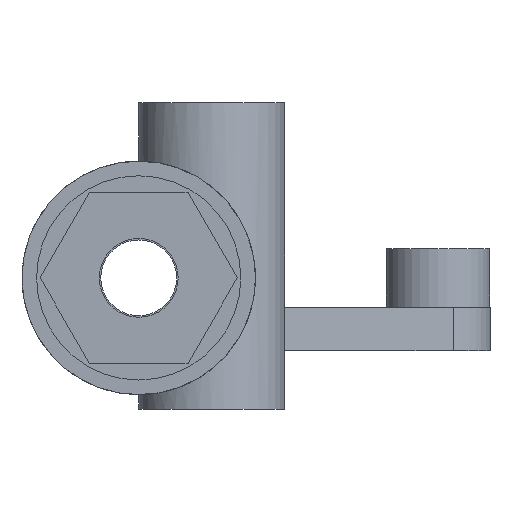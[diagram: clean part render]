
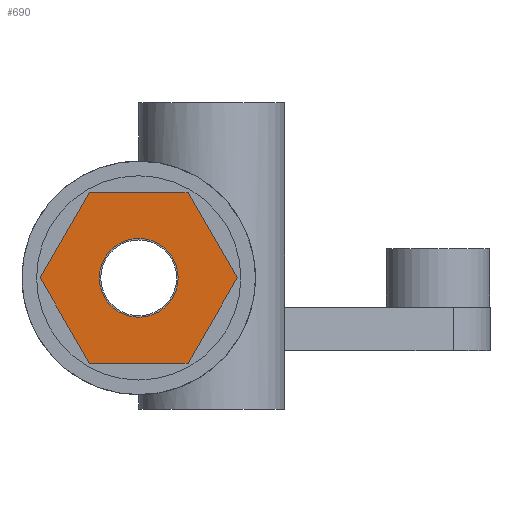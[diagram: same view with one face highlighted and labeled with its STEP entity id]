
A CAD part, front view. The second image highlights one B-rep face of the part: STEP entity #690.
In plain terms, the highlighted planar face has unit normal (0, -1, 0).
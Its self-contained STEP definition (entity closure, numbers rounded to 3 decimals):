
#156 = CYLINDRICAL_SURFACE('',#157,2.7);
#157 = AXIS2_PLACEMENT_3D('',#158,#159,#160);
#158 = CARTESIAN_POINT('',(-105.,-97.,26.));
#159 = DIRECTION('',(0.,1.,0.));
#160 = DIRECTION('',(1.,0.,0.));
#192 = PLANE('',#193);
#193 = AXIS2_PLACEMENT_3D('',#194,#195,#196);
#194 = CARTESIAN_POINT('',(-108.377,-107.,31.85));
#195 = DIRECTION('',(-0.866,0.,0.5));
#196 = DIRECTION('',(-0.5,0.,-0.866));
#220 = PLANE('',#221);
#221 = AXIS2_PLACEMENT_3D('',#222,#223,#224);
#222 = CARTESIAN_POINT('',(-101.623,-107.,31.85));
#223 = DIRECTION('',(0.,0.,1.));
#224 = DIRECTION('',(-1.,0.,0.));
#248 = PLANE('',#249);
#249 = AXIS2_PLACEMENT_3D('',#250,#251,#252);
#250 = CARTESIAN_POINT('',(-98.245,-107.,26.));
#251 = DIRECTION('',(0.866,0.,0.5));
#252 = DIRECTION('',(-0.5,0.,0.866));
#276 = PLANE('',#277);
#277 = AXIS2_PLACEMENT_3D('',#278,#279,#280);
#278 = CARTESIAN_POINT('',(-101.623,-107.,20.15));
#279 = DIRECTION('',(0.866,0.,-0.5));
#280 = DIRECTION('',(0.5,0.,0.866));
#304 = PLANE('',#305);
#305 = AXIS2_PLACEMENT_3D('',#306,#307,#308);
#306 = CARTESIAN_POINT('',(-108.377,-107.,20.15));
#307 = DIRECTION('',(0.,0.,-1.));
#308 = DIRECTION('',(1.,0.,0.));
#330 = PLANE('',#331);
#331 = AXIS2_PLACEMENT_3D('',#332,#333,#334);
#332 = CARTESIAN_POINT('',(-111.755,-107.,26.));
#333 = DIRECTION('',(-0.866,0.,-0.5));
#334 = DIRECTION('',(0.5,0.,-0.866));
#346 = VERTEX_POINT('',#347);
#347 = CARTESIAN_POINT('',(-102.3,-107.,26.));
#368 = EDGE_CURVE('',#346,#346,#369,.T.);
#369 = SURFACE_CURVE('',#370,(#375,#382),.PCURVE_S1.);
#370 = CIRCLE('',#371,2.7);
#371 = AXIS2_PLACEMENT_3D('',#372,#373,#374);
#372 = CARTESIAN_POINT('',(-105.,-107.,26.));
#373 = DIRECTION('',(0.,-1.,0.));
#374 = DIRECTION('',(1.,0.,0.));
#375 = PCURVE('',#156,#376);
#376 = DEFINITIONAL_REPRESENTATION('',(#377),#381);
#377 = LINE('',#378,#379);
#378 = CARTESIAN_POINT('',(-0.,-10.));
#379 = VECTOR('',#380,1.);
#380 = DIRECTION('',(-1.,0.));
#381 = ( GEOMETRIC_REPRESENTATION_CONTEXT(2) 
PARAMETRIC_REPRESENTATION_CONTEXT() REPRESENTATION_CONTEXT('2D SPACE',''
  ) );
#382 = PCURVE('',#383,#388);
#383 = PLANE('',#384);
#384 = AXIS2_PLACEMENT_3D('',#385,#386,#387);
#385 = CARTESIAN_POINT('',(-105.,-107.,26.));
#386 = DIRECTION('',(0.,-1.,0.));
#387 = DIRECTION('',(-1.,0.,0.));
#388 = DEFINITIONAL_REPRESENTATION('',(#389),#393);
#389 = CIRCLE('',#390,2.7);
#390 = AXIS2_PLACEMENT_2D('',#391,#392);
#391 = CARTESIAN_POINT('',(0.,0.));
#392 = DIRECTION('',(-1.,0.));
#393 = ( GEOMETRIC_REPRESENTATION_CONTEXT(2) 
PARAMETRIC_REPRESENTATION_CONTEXT() REPRESENTATION_CONTEXT('2D SPACE',''
  ) );
#401 = VERTEX_POINT('',#402);
#402 = CARTESIAN_POINT('',(-108.377,-107.,31.85));
#425 = VERTEX_POINT('',#426);
#426 = CARTESIAN_POINT('',(-111.755,-107.,26.));
#447 = EDGE_CURVE('',#401,#425,#448,.T.);
#448 = SURFACE_CURVE('',#449,(#453,#460),.PCURVE_S1.);
#449 = LINE('',#450,#451);
#450 = CARTESIAN_POINT('',(-108.377,-107.,31.85));
#451 = VECTOR('',#452,1.);
#452 = DIRECTION('',(-0.5,0.,-0.866));
#453 = PCURVE('',#192,#454);
#454 = DEFINITIONAL_REPRESENTATION('',(#455),#459);
#455 = LINE('',#456,#457);
#456 = CARTESIAN_POINT('',(0.,0.));
#457 = VECTOR('',#458,1.);
#458 = DIRECTION('',(1.,0.));
#459 = ( GEOMETRIC_REPRESENTATION_CONTEXT(2) 
PARAMETRIC_REPRESENTATION_CONTEXT() REPRESENTATION_CONTEXT('2D SPACE',''
  ) );
#460 = PCURVE('',#383,#461);
#461 = DEFINITIONAL_REPRESENTATION('',(#462),#466);
#462 = LINE('',#463,#464);
#463 = CARTESIAN_POINT('',(3.377,-5.85));
#464 = VECTOR('',#465,1.);
#465 = DIRECTION('',(0.5,0.866));
#466 = ( GEOMETRIC_REPRESENTATION_CONTEXT(2) 
PARAMETRIC_REPRESENTATION_CONTEXT() REPRESENTATION_CONTEXT('2D SPACE',''
  ) );
#472 = VERTEX_POINT('',#473);
#473 = CARTESIAN_POINT('',(-101.623,-107.,31.85));
#496 = EDGE_CURVE('',#472,#401,#497,.T.);
#497 = SURFACE_CURVE('',#498,(#502,#509),.PCURVE_S1.);
#498 = LINE('',#499,#500);
#499 = CARTESIAN_POINT('',(-101.623,-107.,31.85));
#500 = VECTOR('',#501,1.);
#501 = DIRECTION('',(-1.,0.,0.));
#502 = PCURVE('',#220,#503);
#503 = DEFINITIONAL_REPRESENTATION('',(#504),#508);
#504 = LINE('',#505,#506);
#505 = CARTESIAN_POINT('',(0.,0.));
#506 = VECTOR('',#507,1.);
#507 = DIRECTION('',(1.,0.));
#508 = ( GEOMETRIC_REPRESENTATION_CONTEXT(2) 
PARAMETRIC_REPRESENTATION_CONTEXT() REPRESENTATION_CONTEXT('2D SPACE',''
  ) );
#509 = PCURVE('',#383,#510);
#510 = DEFINITIONAL_REPRESENTATION('',(#511),#515);
#511 = LINE('',#512,#513);
#512 = CARTESIAN_POINT('',(-3.377,-5.85));
#513 = VECTOR('',#514,1.);
#514 = DIRECTION('',(1.,0.));
#515 = ( GEOMETRIC_REPRESENTATION_CONTEXT(2) 
PARAMETRIC_REPRESENTATION_CONTEXT() REPRESENTATION_CONTEXT('2D SPACE',''
  ) );
#523 = VERTEX_POINT('',#524);
#524 = CARTESIAN_POINT('',(-108.377,-107.,20.15));
#545 = EDGE_CURVE('',#425,#523,#546,.T.);
#546 = SURFACE_CURVE('',#547,(#551,#558),.PCURVE_S1.);
#547 = LINE('',#548,#549);
#548 = CARTESIAN_POINT('',(-111.755,-107.,26.));
#549 = VECTOR('',#550,1.);
#550 = DIRECTION('',(0.5,0.,-0.866));
#551 = PCURVE('',#330,#552);
#552 = DEFINITIONAL_REPRESENTATION('',(#553),#557);
#553 = LINE('',#554,#555);
#554 = CARTESIAN_POINT('',(0.,0.));
#555 = VECTOR('',#556,1.);
#556 = DIRECTION('',(1.,0.));
#557 = ( GEOMETRIC_REPRESENTATION_CONTEXT(2) 
PARAMETRIC_REPRESENTATION_CONTEXT() REPRESENTATION_CONTEXT('2D SPACE',''
  ) );
#558 = PCURVE('',#383,#559);
#559 = DEFINITIONAL_REPRESENTATION('',(#560),#564);
#560 = LINE('',#561,#562);
#561 = CARTESIAN_POINT('',(6.755,0.));
#562 = VECTOR('',#563,1.);
#563 = DIRECTION('',(-0.5,0.866));
#564 = ( GEOMETRIC_REPRESENTATION_CONTEXT(2) 
PARAMETRIC_REPRESENTATION_CONTEXT() REPRESENTATION_CONTEXT('2D SPACE',''
  ) );
#570 = VERTEX_POINT('',#571);
#571 = CARTESIAN_POINT('',(-98.245,-107.,26.));
#594 = EDGE_CURVE('',#570,#472,#595,.T.);
#595 = SURFACE_CURVE('',#596,(#600,#607),.PCURVE_S1.);
#596 = LINE('',#597,#598);
#597 = CARTESIAN_POINT('',(-98.245,-107.,26.));
#598 = VECTOR('',#599,1.);
#599 = DIRECTION('',(-0.5,0.,0.866));
#600 = PCURVE('',#248,#601);
#601 = DEFINITIONAL_REPRESENTATION('',(#602),#606);
#602 = LINE('',#603,#604);
#603 = CARTESIAN_POINT('',(0.,0.));
#604 = VECTOR('',#605,1.);
#605 = DIRECTION('',(1.,0.));
#606 = ( GEOMETRIC_REPRESENTATION_CONTEXT(2) 
PARAMETRIC_REPRESENTATION_CONTEXT() REPRESENTATION_CONTEXT('2D SPACE',''
  ) );
#607 = PCURVE('',#383,#608);
#608 = DEFINITIONAL_REPRESENTATION('',(#609),#613);
#609 = LINE('',#610,#611);
#610 = CARTESIAN_POINT('',(-6.755,0.));
#611 = VECTOR('',#612,1.);
#612 = DIRECTION('',(0.5,-0.866));
#613 = ( GEOMETRIC_REPRESENTATION_CONTEXT(2) 
PARAMETRIC_REPRESENTATION_CONTEXT() REPRESENTATION_CONTEXT('2D SPACE',''
  ) );
#621 = VERTEX_POINT('',#622);
#622 = CARTESIAN_POINT('',(-101.623,-107.,20.15));
#643 = EDGE_CURVE('',#523,#621,#644,.T.);
#644 = SURFACE_CURVE('',#645,(#649,#656),.PCURVE_S1.);
#645 = LINE('',#646,#647);
#646 = CARTESIAN_POINT('',(-108.377,-107.,20.15));
#647 = VECTOR('',#648,1.);
#648 = DIRECTION('',(1.,0.,0.));
#649 = PCURVE('',#304,#650);
#650 = DEFINITIONAL_REPRESENTATION('',(#651),#655);
#651 = LINE('',#652,#653);
#652 = CARTESIAN_POINT('',(0.,0.));
#653 = VECTOR('',#654,1.);
#654 = DIRECTION('',(1.,0.));
#655 = ( GEOMETRIC_REPRESENTATION_CONTEXT(2) 
PARAMETRIC_REPRESENTATION_CONTEXT() REPRESENTATION_CONTEXT('2D SPACE',''
  ) );
#656 = PCURVE('',#383,#657);
#657 = DEFINITIONAL_REPRESENTATION('',(#658),#662);
#658 = LINE('',#659,#660);
#659 = CARTESIAN_POINT('',(3.377,5.85));
#660 = VECTOR('',#661,1.);
#661 = DIRECTION('',(-1.,0.));
#662 = ( GEOMETRIC_REPRESENTATION_CONTEXT(2) 
PARAMETRIC_REPRESENTATION_CONTEXT() REPRESENTATION_CONTEXT('2D SPACE',''
  ) );
#670 = EDGE_CURVE('',#621,#570,#671,.T.);
#671 = SURFACE_CURVE('',#672,(#676,#683),.PCURVE_S1.);
#672 = LINE('',#673,#674);
#673 = CARTESIAN_POINT('',(-101.623,-107.,20.15));
#674 = VECTOR('',#675,1.);
#675 = DIRECTION('',(0.5,0.,0.866));
#676 = PCURVE('',#276,#677);
#677 = DEFINITIONAL_REPRESENTATION('',(#678),#682);
#678 = LINE('',#679,#680);
#679 = CARTESIAN_POINT('',(0.,0.));
#680 = VECTOR('',#681,1.);
#681 = DIRECTION('',(1.,0.));
#682 = ( GEOMETRIC_REPRESENTATION_CONTEXT(2) 
PARAMETRIC_REPRESENTATION_CONTEXT() REPRESENTATION_CONTEXT('2D SPACE',''
  ) );
#683 = PCURVE('',#383,#684);
#684 = DEFINITIONAL_REPRESENTATION('',(#685),#689);
#685 = LINE('',#686,#687);
#686 = CARTESIAN_POINT('',(-3.377,5.85));
#687 = VECTOR('',#688,1.);
#688 = DIRECTION('',(-0.5,-0.866));
#689 = ( GEOMETRIC_REPRESENTATION_CONTEXT(2) 
PARAMETRIC_REPRESENTATION_CONTEXT() REPRESENTATION_CONTEXT('2D SPACE',''
  ) );
#690 = ADVANCED_FACE('',(#691,#699),#383,.T.);
#691 = FACE_BOUND('',#692,.T.);
#692 = EDGE_LOOP('',(#693,#694,#695,#696,#697,#698));
#693 = ORIENTED_EDGE('',*,*,#496,.T.);
#694 = ORIENTED_EDGE('',*,*,#447,.T.);
#695 = ORIENTED_EDGE('',*,*,#545,.T.);
#696 = ORIENTED_EDGE('',*,*,#643,.T.);
#697 = ORIENTED_EDGE('',*,*,#670,.T.);
#698 = ORIENTED_EDGE('',*,*,#594,.T.);
#699 = FACE_BOUND('',#700,.T.);
#700 = EDGE_LOOP('',(#701));
#701 = ORIENTED_EDGE('',*,*,#368,.F.);
